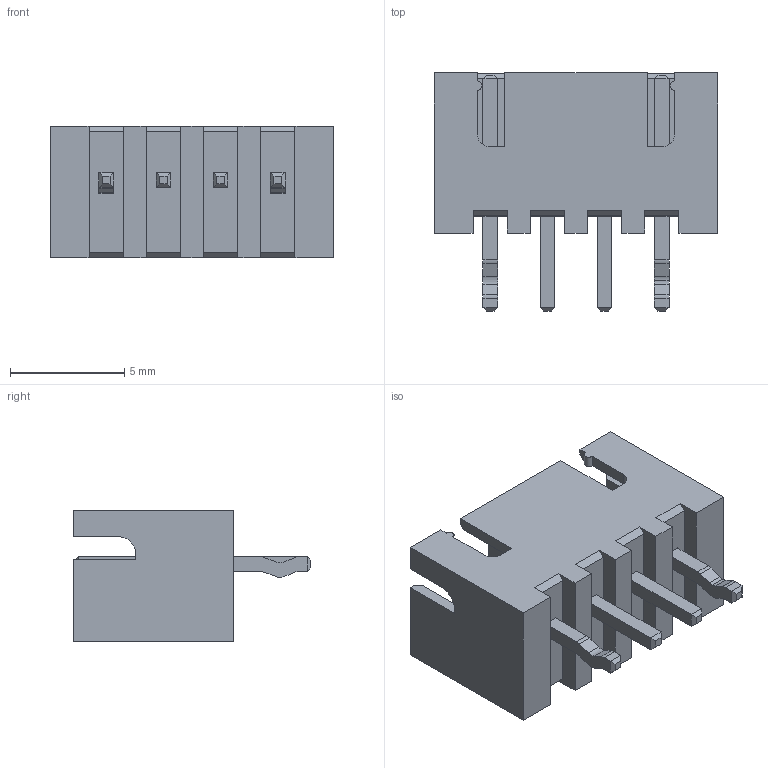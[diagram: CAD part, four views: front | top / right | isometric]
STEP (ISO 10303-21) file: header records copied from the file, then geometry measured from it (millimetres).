
FILE_DESCRIPTION (( 'STEP AP214' ), '1' );
FILE_NAME ('B4B-XH-A(LF)(SN).STEP', '2020-02-07T19:57:21', ( '' ), ( '' ), 'SwSTEP 2.0', 'SolidWorks 2017', '' );
FILE_SCHEMA (( 'AUTOMOTIVE_DESIGN' ));
Length unit declared in the file: millimetre
Products named in the file (1): B4B-XH-A(LF)(SN)
Bounding box: 12.4 x 10.4 x 5.75 mm (x, y, z)
Volume: 154.4 mm3; surface area: 704 mm2
Topology: 5 solids, 5 shells, 165 faces, 429 edges, 274 vertices
Faces by surface type: plane 144, cylinder 21
Entity records: 5023 total; most frequent: CARTESIAN_POINT 869, ORIENTED_EDGE 858, DIRECTION 803, EDGE_CURVE 429, LINE 387, VECTOR 387, VERTEX_POINT 274, AXIS2_PLACEMENT_3D 208
